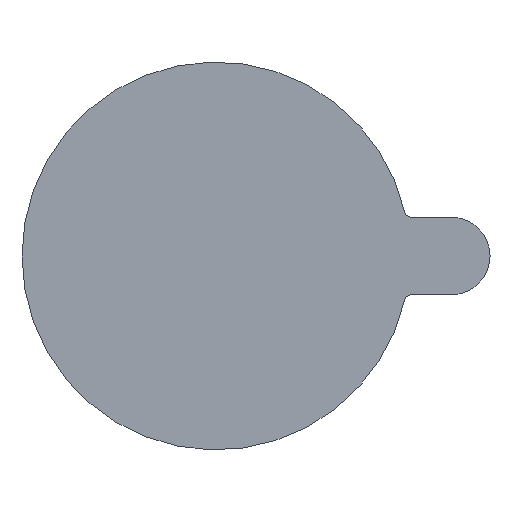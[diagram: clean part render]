
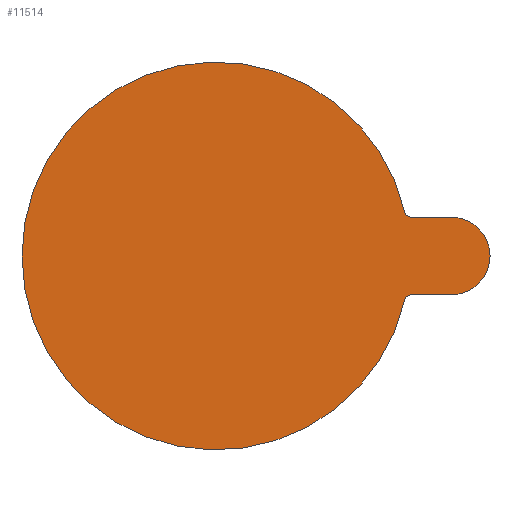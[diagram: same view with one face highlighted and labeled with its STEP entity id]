
A CAD part, top view. The second image highlights one B-rep face of the part: STEP entity #11514.
In plain terms, the highlighted planar face has unit normal (0, 0, 1).
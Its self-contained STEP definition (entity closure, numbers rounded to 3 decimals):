
#98 = VERTEX_POINT ( 'NONE', #16573 ) ;
#143 = ORIENTED_EDGE ( 'NONE', *, *, #4632, .T. ) ;
#815 = CARTESIAN_POINT ( 'NONE',  ( 15.129, 56.759, 0.15 ) ) ;
#893 = CARTESIAN_POINT ( 'NONE',  ( 18.226, 50.259, 0.15 ) ) ;
#1175 = EDGE_CURVE ( 'NONE', #10131, #3729, #11598, .T. ) ;
#1307 = EDGE_CURVE ( 'NONE', #13450, #1396, #9081, .T. ) ;
#1372 = CARTESIAN_POINT ( 'NONE',  ( 0.029, 53.259, 0.15 ) ) ;
#1396 = VERTEX_POINT ( 'NONE', #6452 ) ;
#1503 = CARTESIAN_POINT ( 'NONE',  ( 15.129, 56.259, 0.15 ) ) ;
#1894 = CARTESIAN_POINT ( 'NONE',  ( 18.226, 53.259, 0.15 ) ) ;
#2649 = ORIENTED_EDGE ( 'NONE', *, *, #1307, .F. ) ;
#3435 = DIRECTION ( 'NONE',  ( -1., 0., 0. ) ) ;
#3541 = DIRECTION ( 'NONE',  ( 0., 0., 1. ) ) ;
#3729 = VERTEX_POINT ( 'NONE', #15019 ) ;
#4023 = DIRECTION ( 'NONE',  ( -1., 0., 0. ) ) ;
#4632 = EDGE_CURVE ( 'NONE', #3729, #15848, #5730, .T. ) ;
#4885 = AXIS2_PLACEMENT_3D ( 'NONE', #7003, #12289, #14988 ) ;
#5139 = CIRCLE ( 'NONE', #8511, 0.5 ) ;
#5730 = CIRCLE ( 'NONE', #4885, 3. ) ;
#5843 = ORIENTED_EDGE ( 'NONE', *, *, #1175, .T. ) ;
#5956 = AXIS2_PLACEMENT_3D ( 'NONE', #1372, #6916, #6743 ) ;
#6006 = EDGE_CURVE ( 'NONE', #10339, #15848, #12589, .T. ) ;
#6452 = CARTESIAN_POINT ( 'NONE',  ( 14.642, 56.646, 0.15 ) ) ;
#6743 = DIRECTION ( 'NONE',  ( -1., 0., 0. ) ) ;
#6916 = DIRECTION ( 'NONE',  ( 0., 0., -1. ) ) ;
#7003 = CARTESIAN_POINT ( 'NONE',  ( 18.226, 53.259, 0.15 ) ) ;
#7448 = DIRECTION ( 'NONE',  ( 0., 0., -1. ) ) ;
#7762 = DIRECTION ( 'NONE',  ( 0., 0., 1. ) ) ;
#8280 = CARTESIAN_POINT ( 'NONE',  ( 18.226, 56.259, 0.15 ) ) ;
#8432 = EDGE_LOOP ( 'NONE', ( #13732, #14987, #5843, #143, #11837, #11669, #2649 ) ) ;
#8511 = AXIS2_PLACEMENT_3D ( 'NONE', #14650, #14486, #4023 ) ;
#8572 = FACE_OUTER_BOUND ( 'NONE', #8432, .T. ) ;
#8700 = VECTOR ( 'NONE', #10430, 1000. ) ;
#8727 = CARTESIAN_POINT ( 'NONE',  ( 15.129, 56.259, 0.15 ) ) ;
#9081 = CIRCLE ( 'NONE', #5956, 15. ) ;
#9439 = CARTESIAN_POINT ( 'NONE',  ( 14.642, 49.872, 0.15 ) ) ;
#9701 = DIRECTION ( 'NONE',  ( 1., 0., 0. ) ) ;
#10131 = VERTEX_POINT ( 'NONE', #10457 ) ;
#10265 = DIRECTION ( 'NONE',  ( -1., 0., 0. ) ) ;
#10339 = VERTEX_POINT ( 'NONE', #8727 ) ;
#10430 = DIRECTION ( 'NONE',  ( -1., 0., 0. ) ) ;
#10457 = CARTESIAN_POINT ( 'NONE',  ( 18.226, 50.259, 0.15 ) ) ;
#11514 = ADVANCED_FACE ( 'NONE', ( #8572 ), #14103, .F. ) ;
#11598 = CIRCLE ( 'NONE', #13270, 3. ) ;
#11669 = ORIENTED_EDGE ( 'NONE', *, *, #15653, .F. ) ;
#11837 = ORIENTED_EDGE ( 'NONE', *, *, #6006, .F. ) ;
#12289 = DIRECTION ( 'NONE',  ( 0., 0., 1. ) ) ;
#12372 = EDGE_CURVE ( 'NONE', #10131, #98, #16962, .T. ) ;
#12589 = LINE ( 'NONE', #1503, #14628 ) ;
#13009 = AXIS2_PLACEMENT_3D ( 'NONE', #815, #7762, #3435 ) ;
#13270 = AXIS2_PLACEMENT_3D ( 'NONE', #1894, #3541, #10265 ) ;
#13450 = VERTEX_POINT ( 'NONE', #9439 ) ;
#13732 = ORIENTED_EDGE ( 'NONE', *, *, #15982, .F. ) ;
#14103 = PLANE ( 'NONE',  #17355 ) ;
#14205 = DIRECTION ( 'NONE',  ( -1., 0., 0. ) ) ;
#14486 = DIRECTION ( 'NONE',  ( 0., 0., 1. ) ) ;
#14628 = VECTOR ( 'NONE', #9701, 1000. ) ;
#14650 = CARTESIAN_POINT ( 'NONE',  ( 15.129, 49.759, 0.15 ) ) ;
#14949 = CIRCLE ( 'NONE', #13009, 0.5 ) ;
#14987 = ORIENTED_EDGE ( 'NONE', *, *, #12372, .F. ) ;
#14988 = DIRECTION ( 'NONE',  ( -1., 0., 0. ) ) ;
#15019 = CARTESIAN_POINT ( 'NONE',  ( 21.226, 53.259, 0.15 ) ) ;
#15653 = EDGE_CURVE ( 'NONE', #1396, #10339, #14949, .T. ) ;
#15848 = VERTEX_POINT ( 'NONE', #8280 ) ;
#15982 = EDGE_CURVE ( 'NONE', #98, #13450, #5139, .T. ) ;
#16573 = CARTESIAN_POINT ( 'NONE',  ( 15.129, 50.259, 0.15 ) ) ;
#16714 = CARTESIAN_POINT ( 'NONE',  ( 15.129, 49.759, 0.15 ) ) ;
#16962 = LINE ( 'NONE', #893, #8700 ) ;
#17355 = AXIS2_PLACEMENT_3D ( 'NONE', #16714, #7448, #14205 ) ;
